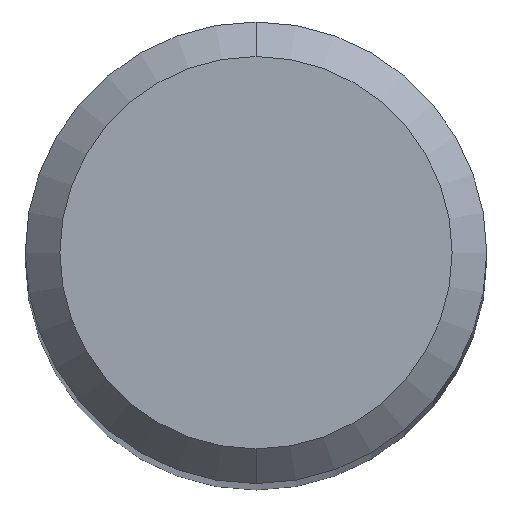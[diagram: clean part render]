
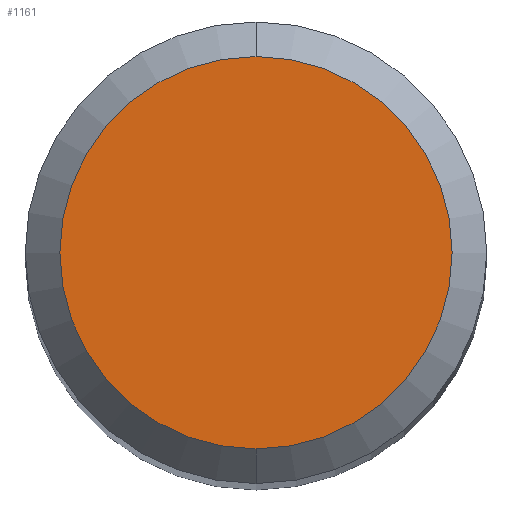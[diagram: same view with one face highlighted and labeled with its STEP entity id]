
A CAD part, top view. The second image highlights one B-rep face of the part: STEP entity #1161.
In plain terms, the highlighted planar face has unit normal (0, 0, 1).
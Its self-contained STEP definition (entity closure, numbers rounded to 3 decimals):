
#751=EDGE_CURVE('',#1065,#785,#1628,.T.);
#785=VERTEX_POINT('',#1663);
#1065=VERTEX_POINT('',#1966);
#1151=EDGE_CURVE('',#785,#1065,#2061,.T.);
#1161=ADVANCED_FACE('',(#2072),#2073,.T.);
#1628=CIRCLE('',#3713,1.7);
#1663=CARTESIAN_POINT('',(0.,-1.7,0.0));
#1966=CARTESIAN_POINT('',(0.0,1.7,0.0));
#2061=CIRCLE('',#5246,1.7);
#2072=FACE_OUTER_BOUND('',#5274,.T.);
#2073=PLANE('',#5275);
#3713=AXIS2_PLACEMENT_3D('',#6647,#6648,#6649);
#5246=AXIS2_PLACEMENT_3D('',#7097,#7098,#7099);
#5274=EDGE_LOOP('',(#7124,#7125));
#5275=AXIS2_PLACEMENT_3D('',#7126,#7127,#7128);
#6647=CARTESIAN_POINT('',(0.0,0.0,0.0));
#6648=DIRECTION('',(0.0,0.0,-1.0));
#6649=DIRECTION('',(0.0,1.0,0.0));
#7097=CARTESIAN_POINT('',(0.0,0.0,0.0));
#7098=DIRECTION('',(0.0,0.0,-1.0));
#7099=DIRECTION('',(0.0,1.0,0.0));
#7124=ORIENTED_EDGE('',*,*,#751,.F.);
#7125=ORIENTED_EDGE('',*,*,#1151,.F.);
#7126=CARTESIAN_POINT('',(0.0,0.85,0.0));
#7127=DIRECTION('',(-0.0,0.0,1.0));
#7128=DIRECTION('',(0.0,-1.0,0.0));
